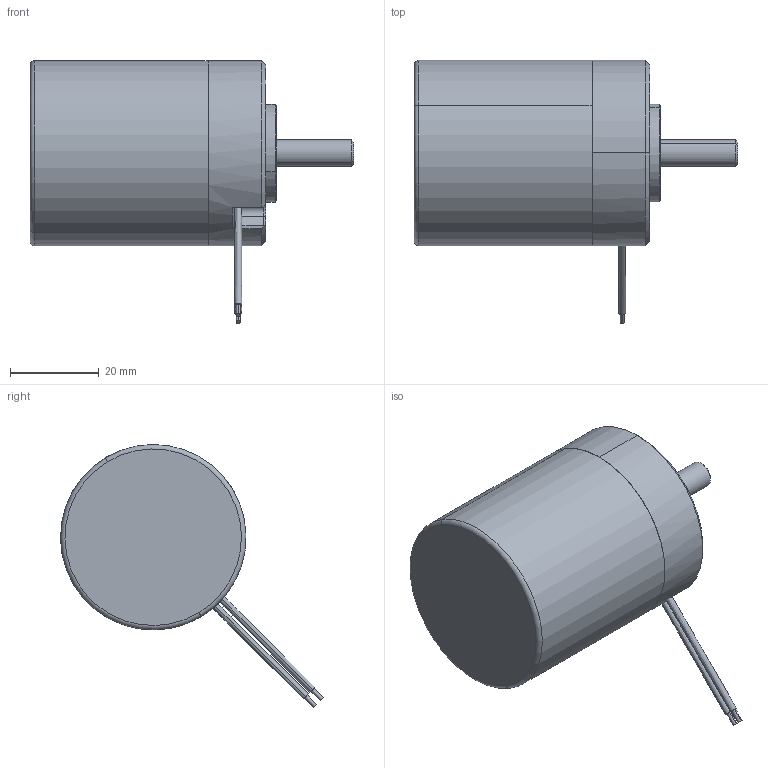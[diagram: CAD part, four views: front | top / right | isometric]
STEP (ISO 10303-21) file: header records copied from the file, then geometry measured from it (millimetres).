
FILE_DESCRIPTION (( 'STEP AP203' ), '1' );
FILE_NAME ('BF4253.STEP', '2025-12-01T08:11:53', ( '' ), ( '' ), 'SwSTEP 2.0', 'SolidWorks 2024', '' );
FILE_SCHEMA (( 'CONFIG_CONTROL_DESIGN' ));
Length unit declared in the file: millimetre
Products named in the file (1): BF4253
Bounding box: 72.8 x 59.14 x 59.14 mm (x, y, z)
Volume: 39144.3 mm3; surface area: 27508 mm2
Topology: 7 solids, 7 shells, 228 faces, 495 edges, 298 vertices
Faces by surface type: cylinder 89, cone 68, plane 54, torus 13, bspline 4
Entity records: 7753 total; most frequent: CARTESIAN_POINT 2584, DIRECTION 1186, ORIENTED_EDGE 958, AXIS2_PLACEMENT_3D 500, EDGE_CURVE 479, VERTEX_POINT 298, CIRCLE 275, EDGE_LOOP 269
